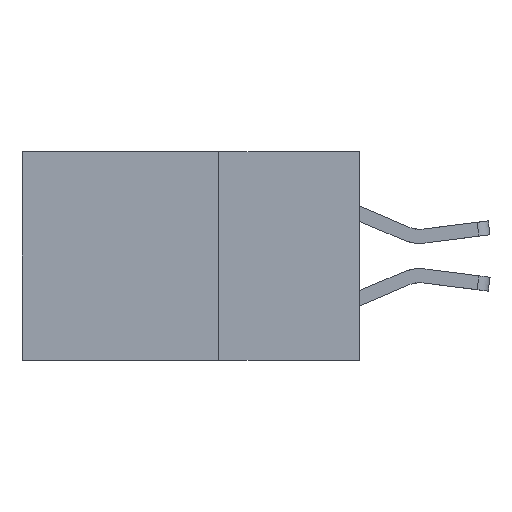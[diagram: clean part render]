
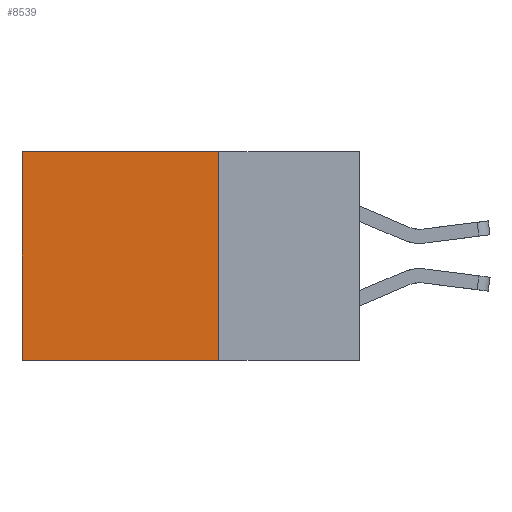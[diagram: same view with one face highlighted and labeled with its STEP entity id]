
A CAD part, left-side view. The second image highlights one B-rep face of the part: STEP entity #8539.
In plain terms, the highlighted planar face has unit normal (-1, 0, 0).
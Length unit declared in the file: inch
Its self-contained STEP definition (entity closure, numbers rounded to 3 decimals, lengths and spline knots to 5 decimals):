
#344 = CARTESIAN_POINT ( 'NONE',  ( 0.2875, 0.25, 0. ) ) ;
#519 = ORIENTED_EDGE ( 'NONE', *, *, #8826, .T. ) ;
#777 = VECTOR ( 'NONE', #4088, 39.37008 ) ;
#1016 = CARTESIAN_POINT ( 'NONE',  ( 0.2875, 0.25, 0. ) ) ;
#1873 = DIRECTION ( 'NONE',  ( 0., 1., 0. ) ) ;
#1949 = ORIENTED_EDGE ( 'NONE', *, *, #5379, .F. ) ;
#1959 = DIRECTION ( 'NONE',  ( 0., 0., -1. ) ) ;
#2145 = FACE_OUTER_BOUND ( 'NONE', #2456, .T. ) ;
#2173 = VERTEX_POINT ( 'NONE', #4924 ) ;
#2362 = LINE ( 'NONE', #2403, #6818 ) ;
#2403 = CARTESIAN_POINT ( 'NONE',  ( 0.2875, 0.25, 0. ) ) ;
#2456 = EDGE_LOOP ( 'NONE', ( #8983, #11159, #1949, #519 ) ) ;
#2553 = VERTEX_POINT ( 'NONE', #6967 ) ;
#3127 = CARTESIAN_POINT ( 'NONE',  ( 0.2875, 0.6, 0. ) ) ;
#3223 = VERTEX_POINT ( 'NONE', #7375 ) ;
#4033 = LINE ( 'NONE', #344, #8738 ) ;
#4088 = DIRECTION ( 'NONE',  ( 0., 0., -1. ) ) ;
#4276 = VERTEX_POINT ( 'NONE', #1016 ) ;
#4924 = CARTESIAN_POINT ( 'NONE',  ( 0.2875, 0.6, -0.37 ) ) ;
#4961 = LINE ( 'NONE', #6473, #8507 ) ;
#5218 = EDGE_CURVE ( 'NONE', #2553, #2173, #7527, .T. ) ;
#5379 = EDGE_CURVE ( 'NONE', #4276, #3223, #2362, .T. ) ;
#5729 = EDGE_CURVE ( 'NONE', #3223, #2173, #4961, .T. ) ;
#6473 = CARTESIAN_POINT ( 'NONE',  ( 0.2875, 0.25, -0.37 ) ) ;
#6818 = VECTOR ( 'NONE', #7496, 39.37008 ) ;
#6967 = CARTESIAN_POINT ( 'NONE',  ( 0.2875, 0.6, 0. ) ) ;
#7207 = AXIS2_PLACEMENT_3D ( 'NONE', #8336, #11041, #1959 ) ;
#7375 = CARTESIAN_POINT ( 'NONE',  ( 0.2875, 0.25, -0.37 ) ) ;
#7418 = PLANE ( 'NONE',  #7207 ) ;
#7496 = DIRECTION ( 'NONE',  ( 0., 0., -1. ) ) ;
#7527 = LINE ( 'NONE', #3127, #777 ) ;
#8336 = CARTESIAN_POINT ( 'NONE',  ( 0.2875, 0.25, 0. ) ) ;
#8507 = VECTOR ( 'NONE', #1873, 39.37008 ) ;
#8539 = ADVANCED_FACE ( 'NONE', ( #2145 ), #7418, .F. ) ;
#8738 = VECTOR ( 'NONE', #9595, 39.37008 ) ;
#8826 = EDGE_CURVE ( 'NONE', #4276, #2553, #4033, .T. ) ;
#8983 = ORIENTED_EDGE ( 'NONE', *, *, #5218, .T. ) ;
#9595 = DIRECTION ( 'NONE',  ( 0., 1., 0. ) ) ;
#11041 = DIRECTION ( 'NONE',  ( 1., 0., 0. ) ) ;
#11159 = ORIENTED_EDGE ( 'NONE', *, *, #5729, .F. ) ;
